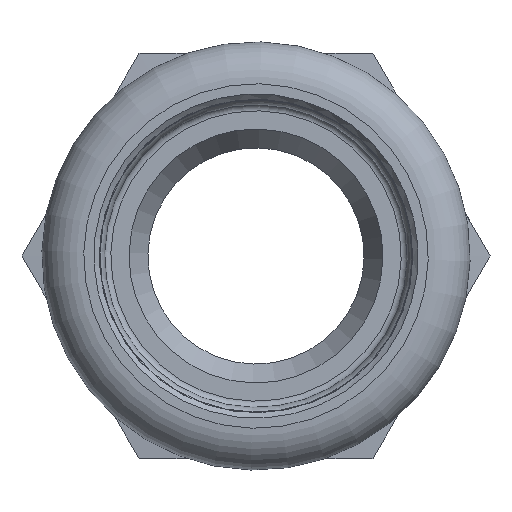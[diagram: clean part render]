
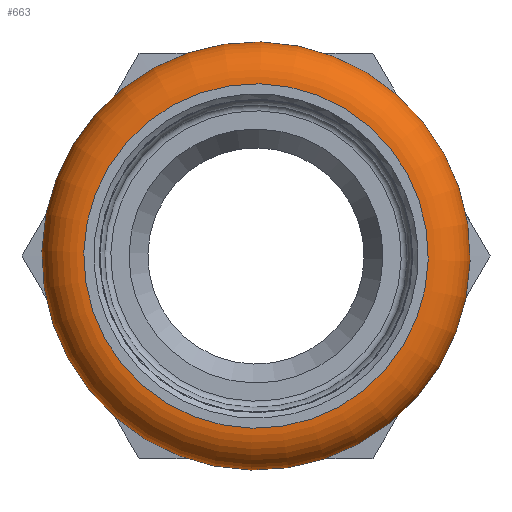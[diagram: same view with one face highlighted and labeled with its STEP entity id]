
A CAD part, left-side view. The second image highlights one B-rep face of the part: STEP entity #663.
In plain terms, the highlighted toroidal (fillet/blend) face has major radius 12.75 mm and minor radius 3.1 mm.
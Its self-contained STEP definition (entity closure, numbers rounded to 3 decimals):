
#16=TOROIDAL_SURFACE('',#760,12.75,3.1);
#147=FACE_OUTER_BOUND('',#196,.T.);
#196=EDGE_LOOP('',(#529,#530,#531,#532));
#239=CIRCLE('',#759,15.125);
#240=CIRCLE('',#761,12.75);
#241=CIRCLE('',#762,3.1);
#294=VERTEX_POINT('',#1262);
#295=VERTEX_POINT('',#1266);
#373=EDGE_CURVE('',#294,#294,#239,.T.);
#375=EDGE_CURVE('',#295,#295,#240,.T.);
#376=EDGE_CURVE('',#295,#294,#241,.T.);
#529=ORIENTED_EDGE('',*,*,#375,.F.);
#530=ORIENTED_EDGE('',*,*,#376,.T.);
#531=ORIENTED_EDGE('',*,*,#373,.T.);
#532=ORIENTED_EDGE('',*,*,#376,.F.);
#663=ADVANCED_FACE('',(#147),#16,.T.);
#759=AXIS2_PLACEMENT_3D('',#1263,#925,#926);
#760=AXIS2_PLACEMENT_3D('',#1265,#928,#929);
#761=AXIS2_PLACEMENT_3D('',#1267,#930,#931);
#762=AXIS2_PLACEMENT_3D('',#1268,#932,#933);
#925=DIRECTION('center_axis',(-1.,0.,0.));
#926=DIRECTION('ref_axis',(0.,1.,0.));
#928=DIRECTION('center_axis',(-1.,0.,0.));
#929=DIRECTION('ref_axis',(0.,0.878,-0.479));
#930=DIRECTION('center_axis',(-1.,0.,0.));
#931=DIRECTION('ref_axis',(0.,1.,0.));
#932=DIRECTION('center_axis',(0.,0.479,0.878));
#933=DIRECTION('ref_axis',(0.,-0.878,0.479));
#1262=CARTESIAN_POINT('',(5.093,-13.273,7.251));
#1263=CARTESIAN_POINT('Origin',(5.093,0.,0.));
#1265=CARTESIAN_POINT('Origin',(3.1,0.,0.));
#1266=CARTESIAN_POINT('',(0.,-11.189,6.113));
#1267=CARTESIAN_POINT('Origin',(0.,0.,0.));
#1268=CARTESIAN_POINT('Origin',(3.1,-11.189,6.113));
